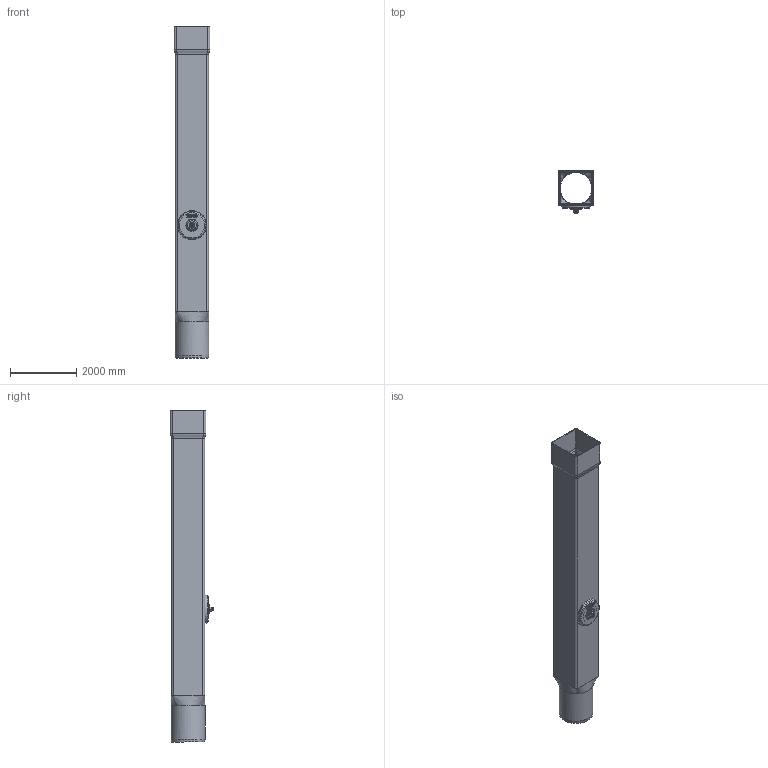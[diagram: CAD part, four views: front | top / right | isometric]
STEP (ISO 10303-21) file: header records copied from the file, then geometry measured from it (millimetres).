
FILE_DESCRIPTION(/* description */ (''),/* implementation_level */ '2;1');
FILE_NAME(/* name */ '05505.100X_3D.stp',/* time_stamp */ '2025-11-03T11:29:41+01:00',/* author */ ('d.brandes'),/* organization */ (''),/* preprocessor_version */ 'ST-DEVELOPER v20.1',/* originating_system */ 'AutoCAD Mechanical',/* authorisation */ '');
FILE_SCHEMA (('AUTOMOTIVE_DESIGN { 1 0 10303 214 3 1 1 }'));
Length unit declared in the file: centimetre
Products named in the file (2): Product; *S0
Assembly tree (1 placements, depth 2):
  Product
    *S0
Bounding box: 1077 x 1311.5 x 10000 mm (x, y, z)
Volume: 1044710572.1 mm3; surface area: 78458427 mm2
Topology: 6 solids, 6 shells, 253 faces, 616 edges, 360 vertices
Faces by surface type: cylinder 75, plane 66, cone 46, torus 34, bspline 32
Full cylindrical faces by diameter (mm): 60.664 x2, 66.47 x1, 80 x1, 90 x1, 140 x1, 560 x1, 750 x1, 760 x2, 814 x1, 980 x1, 1020 x1
Entity records: 10108 total; most frequent: CARTESIAN_POINT 4312, DIRECTION 1222, ORIENTED_EDGE 1170, EDGE_CURVE 585, AXIS2_PLACEMENT_3D 495, VERTEX_POINT 354, EDGE_LOOP 275, FACE_OUTER_BOUND 253
